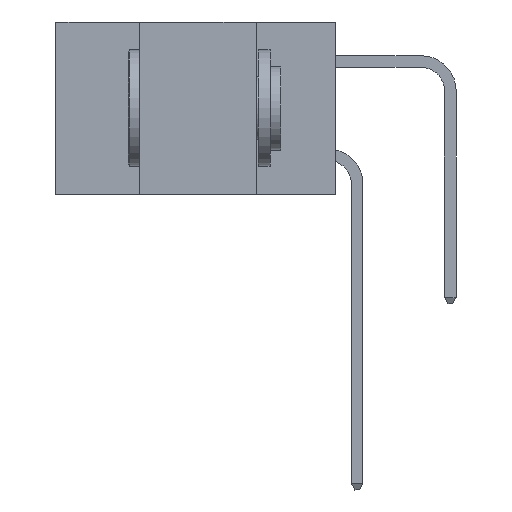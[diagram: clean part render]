
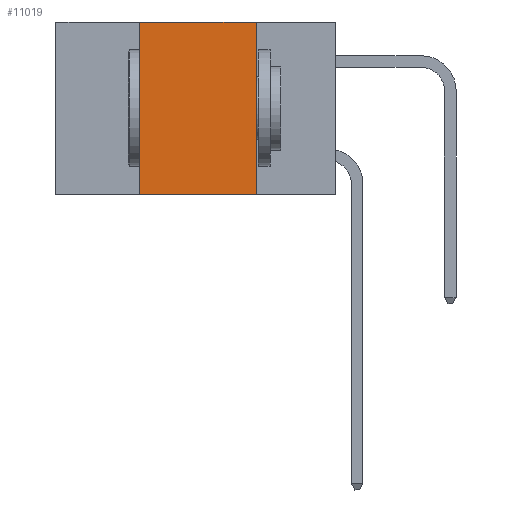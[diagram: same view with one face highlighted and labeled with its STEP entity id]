
A CAD part, left-side view. The second image highlights one B-rep face of the part: STEP entity #11019.
In plain terms, the highlighted planar face has unit normal (-1, 0, 0).
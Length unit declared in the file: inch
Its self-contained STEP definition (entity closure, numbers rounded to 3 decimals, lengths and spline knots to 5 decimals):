
#609 = VECTOR ( 'NONE', #1624, 39.37008 ) ;
#831 = ORIENTED_EDGE ( 'NONE', *, *, #1680, .F. ) ;
#947 = ORIENTED_EDGE ( 'NONE', *, *, #13413, .F. ) ;
#1624 = DIRECTION ( 'NONE',  ( 0., 0., 1. ) ) ;
#1680 = EDGE_CURVE ( 'NONE', #14161, #5210, #12196, .T. ) ;
#2002 = LINE ( 'NONE', #3225, #609 ) ;
#2042 = EDGE_CURVE ( 'NONE', #13810, #19820, #15282, .T. ) ;
#2229 = FACE_OUTER_BOUND ( 'NONE', #5769, .T. ) ;
#2268 = CARTESIAN_POINT ( 'NONE',  ( 0., 0.42, -0.37 ) ) ;
#3225 = CARTESIAN_POINT ( 'NONE',  ( 0., 0.42, 0. ) ) ;
#4535 = DIRECTION ( 'NONE',  ( 0., 0., -1. ) ) ;
#4847 = AXIS2_PLACEMENT_3D ( 'NONE', #16266, #7491, #19881 ) ;
#5210 = VERTEX_POINT ( 'NONE', #21417 ) ;
#5769 = EDGE_LOOP ( 'NONE', ( #947, #831, #6889, #13990 ) ) ;
#6889 = ORIENTED_EDGE ( 'NONE', *, *, #10099, .F. ) ;
#7491 = DIRECTION ( 'NONE',  ( 1., 0., 0. ) ) ;
#9108 = CARTESIAN_POINT ( 'NONE',  ( 0., 0.6, -0.37 ) ) ;
#9132 = PLANE ( 'NONE',  #4847 ) ;
#10099 = EDGE_CURVE ( 'NONE', #13810, #14161, #2002, .T. ) ;
#10548 = VECTOR ( 'NONE', #18093, 39.37008 ) ;
#11019 = ADVANCED_FACE ( 'NONE', ( #2229 ), #9132, .F. ) ;
#11590 = CARTESIAN_POINT ( 'NONE',  ( 0., 0.17, -0.37 ) ) ;
#12196 = LINE ( 'NONE', #13307, #22520 ) ;
#13307 = CARTESIAN_POINT ( 'NONE',  ( 0., 0.6, 0. ) ) ;
#13413 = EDGE_CURVE ( 'NONE', #5210, #19820, #15546, .T. ) ;
#13810 = VERTEX_POINT ( 'NONE', #2268 ) ;
#13990 = ORIENTED_EDGE ( 'NONE', *, *, #2042, .T. ) ;
#14161 = VERTEX_POINT ( 'NONE', #18575 ) ;
#15282 = LINE ( 'NONE', #9108, #10548 ) ;
#15546 = LINE ( 'NONE', #22143, #17211 ) ;
#16266 = CARTESIAN_POINT ( 'NONE',  ( 0., 0.6, 0. ) ) ;
#17211 = VECTOR ( 'NONE', #4535, 39.37008 ) ;
#18093 = DIRECTION ( 'NONE',  ( 0., -1., 0. ) ) ;
#18518 = DIRECTION ( 'NONE',  ( 0., -1., 0. ) ) ;
#18575 = CARTESIAN_POINT ( 'NONE',  ( 0., 0.42, 0. ) ) ;
#19820 = VERTEX_POINT ( 'NONE', #11590 ) ;
#19881 = DIRECTION ( 'NONE',  ( 0., 0., -1. ) ) ;
#21417 = CARTESIAN_POINT ( 'NONE',  ( 0., 0.17, 0. ) ) ;
#22143 = CARTESIAN_POINT ( 'NONE',  ( 0., 0.17, 0. ) ) ;
#22520 = VECTOR ( 'NONE', #18518, 39.37008 ) ;
